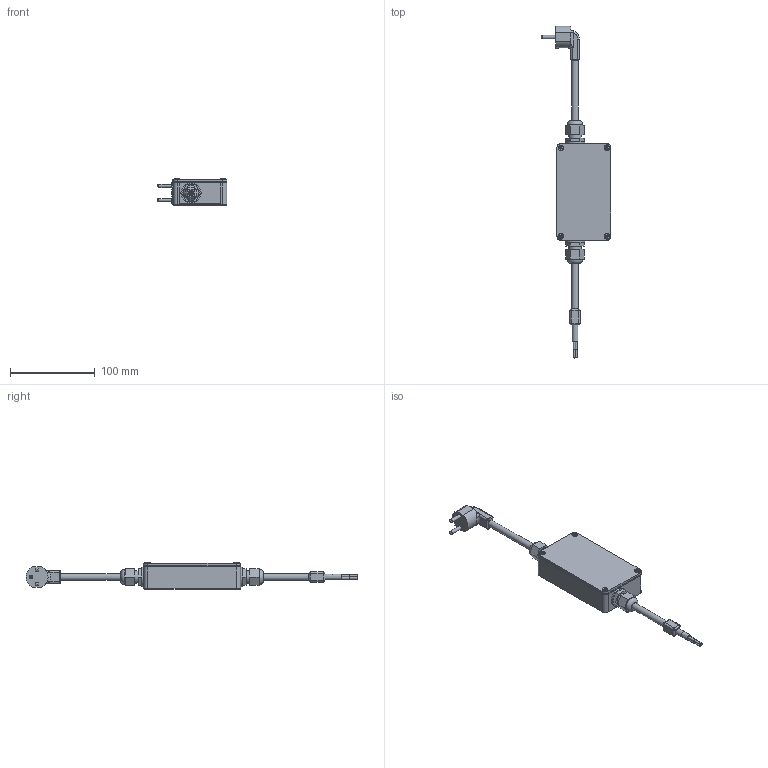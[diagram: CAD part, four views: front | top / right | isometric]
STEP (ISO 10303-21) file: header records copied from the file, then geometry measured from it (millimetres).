
FILE_DESCRIPTION(('STEP AP242'), '1');
FILE_NAME('ÀÍÆÅ.436614.007 ÑÁ - Ìîäóëü ýëåêòðîïèòàíèÿ ÊÀÌ100', '', ('UNSPECIFIED'), ('UNSPECIFIED'), 'C3D Converter', 'C3D Toolkit', '');
FILE_SCHEMA(('AP242_MANAGED_MODEL_BASED_3D_ENGINEERING_MIM_LF { 1 0 10303 442 1 1 4 }'));
Length unit declared in the file: millimetre
Products named in the file (16): АНЖЕ.436614.007 СБ; АНЖЕ.731146.004; АНЖЕ.745322.056; АНЖЕ.711111.002
Assembly tree (28 placements, depth 3):
  АНЖЕ.436614.007 СБ
    АНЖЕ.731146.004
    (unnamed)
      (unnamed)
      (unnamed)
    АНЖЕ.745322.056
    (unnamed)  x5
    (unnamed)  x2
    (unnamed)  x4
    АНЖЕ.711111.002  x2
    (unnamed)  x4
    (unnamed)
    (unnamed)  x2
    (unnamed)
    (unnamed)
    (unnamed)
Bounding box: 82.3 x 392.21 x 30.98 mm (x, y, z)
Volume: 98239 mm3; surface area: 98181.4 mm2
Topology: 27 solids, 28 shells, 1389 faces, 3741 edges, 2514 vertices
Faces by surface type: plane 779, extrusion 308, cylinder 244, cone 30, sphere 14, torus 10, bspline 4
Full cylindrical faces by diameter (mm): 0.242 x1, 1.5 x6, 2 x3, 2.013 x4, 2.2 x4, 2.5 x10, 2.7 x7, 2.85 x4, 3 x8, 3.5 x5, 4 x7, 4.2 x8, 4.5 x4, 5 x2, 6 x1, 6.5 x5, 7 x1, 8 x2, 8.5 x2, 12 x2, 15 x4, 15.5 x2, 18 x2, 22.869 x2
Entity records: 41382 total; most frequent: CARTESIAN_POINT 11781, ORIENTED_EDGE 5624, DIRECTION 4576, EDGE_CURVE 2812, VECTOR 2042, VERTEX_POINT 1903, LINE 1734, EDGE_LOOP 1275
